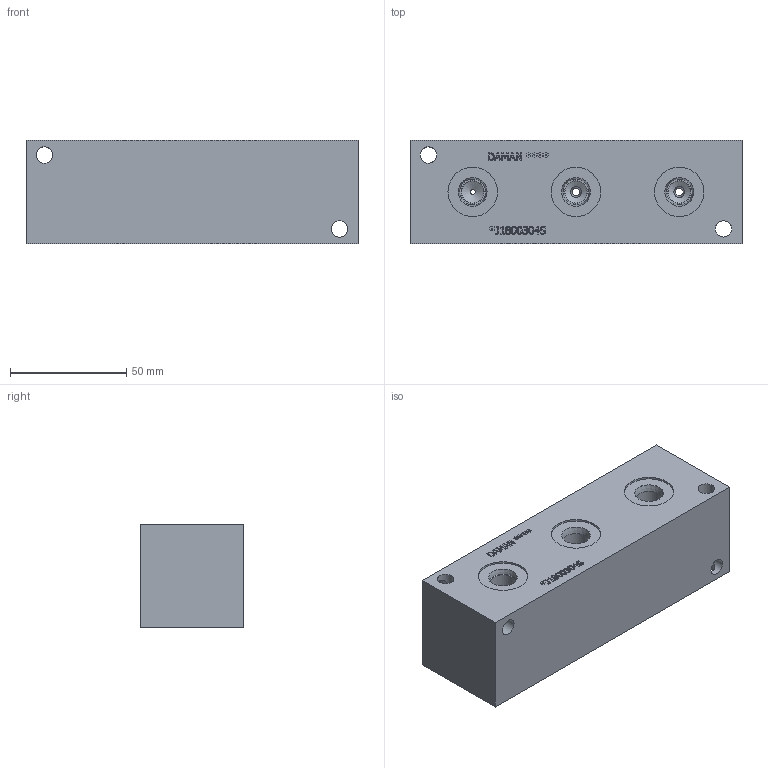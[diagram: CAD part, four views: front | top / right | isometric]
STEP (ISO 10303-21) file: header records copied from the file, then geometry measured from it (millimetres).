
FILE_DESCRIPTION(/* description */ (''),/* implementation_level */ '2;1');
FILE_NAME(/* name */ '_J1800304S.stp',/* time_stamp */ '2022-08-05T13:26:36-04:00',/* author */ ('bobbyh'),/* organization */ (''),/* preprocessor_version */ 'ST-DEVELOPER v18',/* originating_system */ 'Autodesk Inventor 2020',/* authorisation */ '');
FILE_SCHEMA (('AUTOMOTIVE_DESIGN { 1 0 10303 214 3 1 1 }'));
Length unit declared in the file: millimetre
Products named in the file (1): Part_+J1800304S_3D
Bounding box: 142.88 x 44.45 x 44.45 mm (x, y, z)
Volume: 264137.3 mm3; surface area: 36416.5 mm2
Topology: 1 solids, 1 shells, 397 faces, 1068 edges, 709 vertices
Faces by surface type: plane 232, bspline 104, cylinder 37, cone 24
Full cylindrical faces by diameter (mm): 7.137 x8, 9.525 x6, 9.881 x6, 11.125 x6, 12.395 x5, 21.285 x6
Entity records: 13288 total; most frequent: CARTESIAN_POINT 3527, ORIENTED_EDGE 2136, DIRECTION 1573, EDGE_CURVE 1068, LINE 735, VECTOR 735, VERTEX_POINT 709, EDGE_LOOP 451
